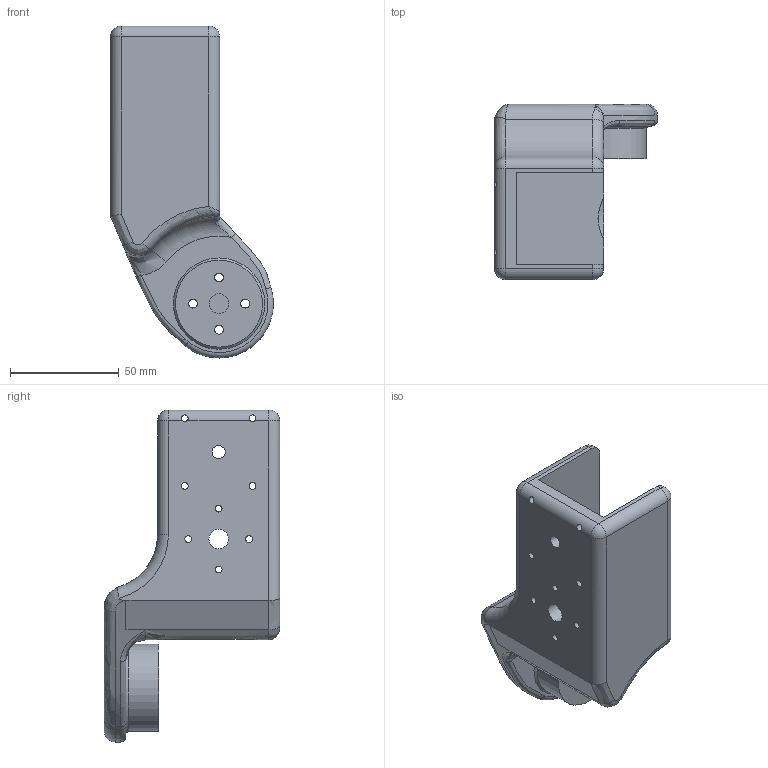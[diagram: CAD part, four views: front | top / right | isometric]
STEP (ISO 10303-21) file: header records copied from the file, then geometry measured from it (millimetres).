
FILE_DESCRIPTION(/* description */ (''),/* implementation_level */ '2;1');
FILE_NAME(/* name */ '二臂.step',/* time_stamp */ '2022-05-07T20:42:46+08:00',/* author */ (''),/* organization */ (''),/* preprocessor_version */ 'ST-DEVELOPER v18.1',/* originating_system */ 'Autodesk Translation Framework v10.14.0.1471',/* authorisation */ '');
FILE_SCHEMA (('AUTOMOTIVE_DESIGN { 1 0 10303 214 3 1 1 }'));
Length unit declared in the file: millimetre
Products named in the file (1): 二臂(new)
Bounding box: 74.81 x 80.7 x 152.59 mm (x, y, z)
Volume: 219762.4 mm3; surface area: 45449.7 mm2
Topology: 1 solids, 1 shells, 83 faces, 206 edges, 125 vertices
Faces by surface type: cylinder 33, bspline 22, plane 16, torus 6, sphere 4, cone 2
Full cylindrical faces by diameter (mm): 3.1 x8, 4.1 x4, 6 x1, 9 x2, 22.5 x1, 23 x1, 36.5 x1, 40 x1
Entity records: 3852 total; most frequent: CARTESIAN_POINT 1928, ORIENTED_EDGE 408, DIRECTION 356, EDGE_CURVE 204, AXIS2_PLACEMENT_3D 146, VERTEX_POINT 125, EDGE_LOOP 113, CIRCLE 84
